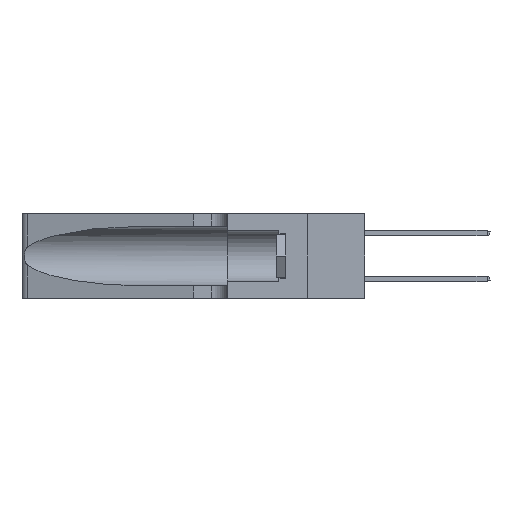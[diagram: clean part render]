
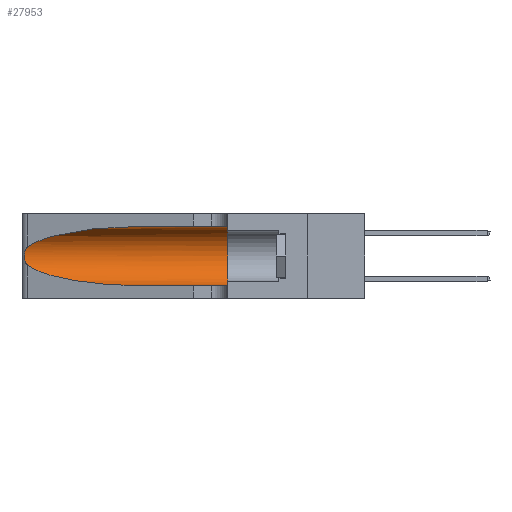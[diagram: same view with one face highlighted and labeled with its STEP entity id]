
A CAD part, left-side view. The second image highlights one B-rep face of the part: STEP entity #27953.
In plain terms, the highlighted cylindrical face has radius 3.308 mm (diameter 6.617 mm), a partial arc.
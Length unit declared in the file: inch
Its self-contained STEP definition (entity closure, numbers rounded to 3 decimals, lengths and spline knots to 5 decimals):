
#554 = CARTESIAN_POINT ( 'NONE',  ( 0.1305, 1.61858, 0.31525 ) ) ;
#790 = ORIENTED_EDGE ( 'NONE', *, *, #28215, .T. ) ;
#975 = DIRECTION ( 'NONE',  ( 0., -1., 0. ) ) ;
#1100 = CARTESIAN_POINT ( 'NONE',  ( 0.2373, 1.15595, 0.08982 ) ) ;
#1112 = CARTESIAN_POINT ( 'NONE',  ( 0.25487, 1.22718, 0.14631 ) ) ;
#1592 = CARTESIAN_POINT ( 'NONE',  ( 0.26018, 1.23835, 0.19895 ) ) ;
#1594 = ORIENTED_EDGE ( 'NONE', *, *, #6949, .T. ) ;
#1814 = CARTESIAN_POINT ( 'NONE',  ( 0.25789, 1.23486, 0.15765 ) ) ;
#1917 = CARTESIAN_POINT ( 'NONE',  ( 0.25555, 1.22994, 0.2215 ) ) ;
#3444 = VERTEX_POINT ( 'NONE', #1112 ) ;
#3710 = EDGE_CURVE ( 'NONE', #9311, #27015, #20447, .T. ) ;
#3721 = CARTESIAN_POINT ( 'NONE',  ( 0.2373, 1.15595, 0.28018 ) ) ;
#4229 = CARTESIAN_POINT ( 'NONE',  ( 0.25856, 1.23593, 0.16098 ) ) ;
#4445 = CARTESIAN_POINT ( 'NONE',  ( 0.25487, 1.22718, 0.14631 ) ) ;
#5530 = CARTESIAN_POINT ( 'NONE',  ( 0.1305, 1.61858, 0.185 ) ) ;
#5985 = VERTEX_POINT ( 'NONE', #12404 ) ;
#5999 = LINE ( 'NONE', #7349, #13535 ) ;
#6275 = CARTESIAN_POINT ( 'NONE',  ( 0.1305, 0.72297, 0.05475 ) ) ;
#6729 = CARTESIAN_POINT ( 'NONE',  ( 0.18966, 0.96281, 0.05475 ) ) ;
#6949 = EDGE_CURVE ( 'NONE', #27015, #3444, #32488, .T. ) ;
#7349 = CARTESIAN_POINT ( 'NONE',  ( 0.1305, 1.61858, 0.05475 ) ) ;
#8078 = DIRECTION ( 'NONE',  ( 0., -1., 0. ) ) ;
#8604 = DIRECTION ( 'NONE',  ( 0., 1., 0. ) ) ;
#9088 = CARTESIAN_POINT ( 'NONE',  ( 0.25487, 1.22718, 0.22369 ) ) ;
#9311 = VERTEX_POINT ( 'NONE', #19208 ) ;
#11643 = ORIENTED_EDGE ( 'NONE', *, *, #13052, .F. ) ;
#12404 = CARTESIAN_POINT ( 'NONE',  ( 0.1305, 0.35, 0.05475 ) ) ;
#12475 = CARTESIAN_POINT ( 'NONE',  ( 0.1305, 0.35, 0.31525 ) ) ;
#13052 = EDGE_CURVE ( 'NONE', #24662, #5985, #28456, .T. ) ;
#13444 = EDGE_CURVE ( 'NONE', #31707, #5985, #5999, .T. ) ;
#13535 = VECTOR ( 'NONE', #24961, 39.37008 ) ;
#14091 = CARTESIAN_POINT ( 'NONE',  ( 0.26075, 1.23896, 0.19203 ) ) ;
#14492 = CARTESIAN_POINT ( 'NONE',  ( 0.1305, 0.72297, 0.05475 ) ) ;
#14941 = ORIENTED_EDGE ( 'NONE', *, *, #13444, .T. ) ;
#16958 = CARTESIAN_POINT ( 'NONE',  ( 0.25487, 1.22718, 0.22369 ) ) ;
#18563 = ORIENTED_EDGE ( 'NONE', *, *, #28716, .F. ) ;
#19131 = CARTESIAN_POINT ( 'NONE',  ( 0.25555, 1.22993, 0.14849 ) ) ;
#19208 = CARTESIAN_POINT ( 'NONE',  ( 0.1305, 0.72297, 0.31525 ) ) ;
#19244 = CARTESIAN_POINT ( 'NONE',  ( 0.25639, 1.23186, 0.15144 ) ) ;
#19347 = CARTESIAN_POINT ( 'NONE',  ( 0.26017, 1.23833, 0.17102 ) ) ;
#19574 = CARTESIAN_POINT ( 'NONE',  ( 0.25854, 1.2359, 0.20912 ) ) ;
#19891 = VECTOR ( 'NONE', #975, 39.37008 ) ;
#20265 = EDGE_LOOP ( 'NONE', ( #27968, #1594, #790, #14941, #11643, #18563 ) ) ;
#20447 =( BOUNDED_CURVE ( )  B_SPLINE_CURVE ( 3, ( #23572, #23775, #3721, #28571 ),
 .UNSPECIFIED., .F., .T. ) 
 B_SPLINE_CURVE_WITH_KNOTS ( ( 4, 4 ),
 ( 1.5708, 2.84003 ),
 .UNSPECIFIED. ) 
 CURVE ( )  GEOMETRIC_REPRESENTATION_ITEM ( )  RATIONAL_B_SPLINE_CURVE ( ( 1., 0.87, 0.87, 1. ) ) 
 REPRESENTATION_ITEM ( '' )  );
#21085 = FACE_OUTER_BOUND ( 'NONE', #20265, .T. ) ;
#21608 = DIRECTION ( 'NONE',  ( 0., 0., 1. ) ) ;
#22270 = AXIS2_PLACEMENT_3D ( 'NONE', #23700, #8604, #21608 ) ;
#23391 = DIRECTION ( 'NONE',  ( 0., 0., -1. ) ) ;
#23572 = CARTESIAN_POINT ( 'NONE',  ( 0.1305, 0.72297, 0.31525 ) ) ;
#23700 = CARTESIAN_POINT ( 'NONE',  ( 0.1305, 0.35, 0.185 ) ) ;
#23775 = CARTESIAN_POINT ( 'NONE',  ( 0.18966, 0.96281, 0.31525 ) ) ;
#23838 =( BOUNDED_CURVE ( )  B_SPLINE_CURVE ( 3, ( #26078, #1100, #6729, #14492 ),
 .UNSPECIFIED., .F., .F. ) 
 B_SPLINE_CURVE_WITH_KNOTS ( ( 4, 4 ),
 ( 3.44316, 4.71239 ),
 .UNSPECIFIED. ) 
 CURVE ( )  GEOMETRIC_REPRESENTATION_ITEM ( )  RATIONAL_B_SPLINE_CURVE ( ( 1., 0.87, 0.87, 1. ) ) 
 REPRESENTATION_ITEM ( '' )  );
#24030 = AXIS2_PLACEMENT_3D ( 'NONE', #5530, #8078, #23391 ) ;
#24282 = CARTESIAN_POINT ( 'NONE',  ( 0.25787, 1.23484, 0.2124 ) ) ;
#24662 = VERTEX_POINT ( 'NONE', #12475 ) ;
#24961 = DIRECTION ( 'NONE',  ( 0., -1., 0. ) ) ;
#26078 = CARTESIAN_POINT ( 'NONE',  ( 0.25487, 1.22718, 0.14631 ) ) ;
#26881 = CARTESIAN_POINT ( 'NONE',  ( 0.25639, 1.23184, 0.21858 ) ) ;
#27015 = VERTEX_POINT ( 'NONE', #16958 ) ;
#27953 = ADVANCED_FACE ( 'NONE', ( #21085 ), #28516, .F. ) ;
#27968 = ORIENTED_EDGE ( 'NONE', *, *, #3710, .T. ) ;
#28215 = EDGE_CURVE ( 'NONE', #3444, #31707, #23838, .T. ) ;
#28456 = CIRCLE ( 'NONE', #22270, 0.13025 ) ;
#28516 = CYLINDRICAL_SURFACE ( 'NONE', #24030, 0.13025 ) ;
#28571 = CARTESIAN_POINT ( 'NONE',  ( 0.25487, 1.22718, 0.22369 ) ) ;
#28716 = EDGE_CURVE ( 'NONE', #9311, #24662, #32041, .T. ) ;
#29187 = CARTESIAN_POINT ( 'NONE',  ( 0.26075, 1.23896, 0.178 ) ) ;
#31707 = VERTEX_POINT ( 'NONE', #6275 ) ;
#32041 = LINE ( 'NONE', #554, #19891 ) ;
#32488 = B_SPLINE_CURVE_WITH_KNOTS ( 'NONE', 3,
 ( #9088, #1917, #26881, #24282, #19574, #1592, #14091, #29187, #19347, #4229, #1814, #19244, #19131, #4445 ),
 .UNSPECIFIED., .F., .F.,
 ( 4, 2, 2, 2, 2, 2, 4 ),
 ( 0., 0.00027, 0.00053, 0.00107, 0.0016, 0.00187, 0.00214 ),
 .UNSPECIFIED. ) ;
